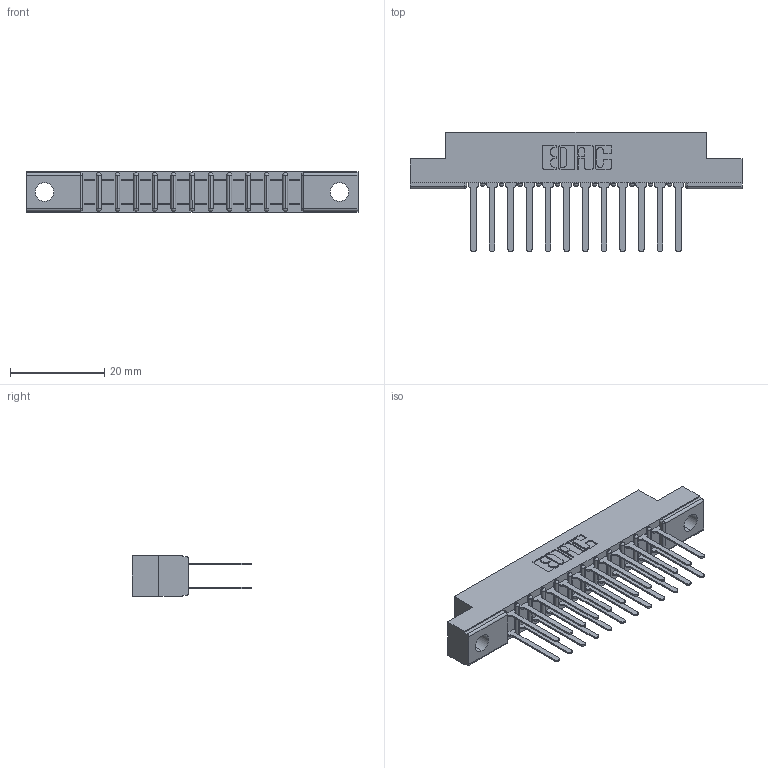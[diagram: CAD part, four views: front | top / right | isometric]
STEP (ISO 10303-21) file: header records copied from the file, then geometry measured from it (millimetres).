
FILE_DESCRIPTION (( 'STEP AP203' ), '1' );
FILE_NAME ('307-024-542-204.STEP', '2019-09-05T22:13:03', ( '' ), ( '' ), 'SwSTEP 2.0', 'SolidWorks 2016', '' );
FILE_SCHEMA (( 'CONFIG_CONTROL_DESIGN' ));
Length unit declared in the file: inch
Products named in the file (3): 307 Part_.156 Dia Mounting Holes; 307-024-542-204; 307-290-001_542
Assembly tree (25 placements, depth 2):
  307-024-542-204
    307 Part_.156 Dia Mounting Holes
    307-290-001_542  x24
Bounding box: 70.56 x 25.43 x 8.71 mm (x, y, z)
Volume: 4602.3 mm3; surface area: 8006.3 mm2
Topology: 25 solids, 25 shells, 1249 faces, 3479 edges, 2250 vertices
Faces by surface type: plane 828, cylinder 395, sphere 26
Entity records: 14756 total; most frequent: CARTESIAN_POINT 2426, ORIENTED_EDGE 2398, DIRECTION 2381, EDGE_CURVE 1199, VECTOR 915, LINE 915, VERTEX_POINT 778, AXIS2_PLACEMENT_3D 733
